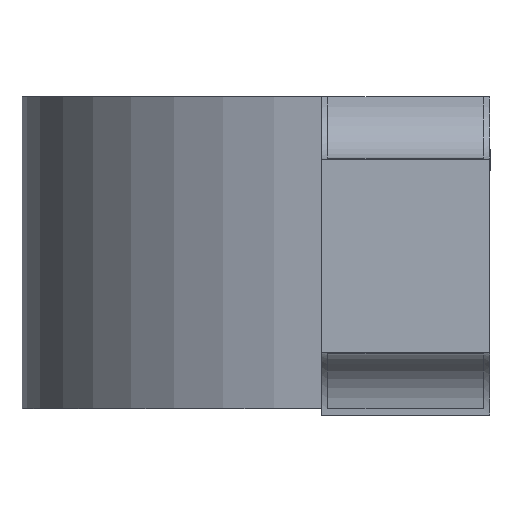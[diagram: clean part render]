
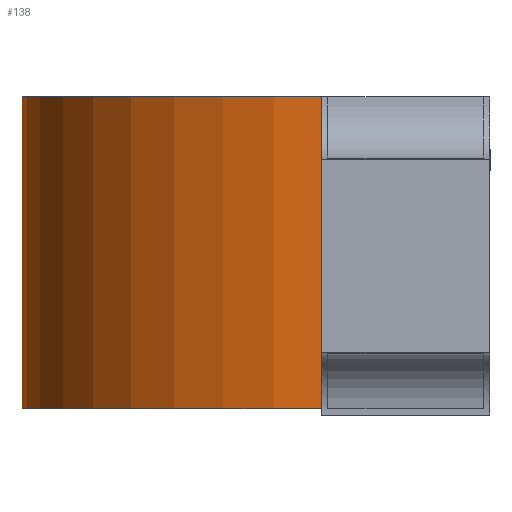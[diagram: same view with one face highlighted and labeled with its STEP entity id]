
A CAD part, left-side view. The second image highlights one B-rep face of the part: STEP entity #138.
In plain terms, the highlighted cylindrical face has radius 1 mm (diameter 2 mm), a partial arc.
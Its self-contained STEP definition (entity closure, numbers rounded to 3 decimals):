
#138 = ADVANCED_FACE ( 'NONE', ( #750 ), #373, .T. ) ;
#180 = DIRECTION ( 'NONE',  ( 0., 0., 1. ) ) ;
#332 = CARTESIAN_POINT ( 'NONE',  ( -1., 0.495, 1.02 ) ) ;
#373 = CYLINDRICAL_SURFACE ( 'NONE', #2713, 1. ) ;
#390 = CIRCLE ( 'NONE', #3086, 1. ) ;
#447 = VERTEX_POINT ( 'NONE', #332 ) ;
#491 = ORIENTED_EDGE ( 'NONE', *, *, #3909, .T. ) ;
#511 = CIRCLE ( 'NONE', #1257, 1. ) ;
#533 = CARTESIAN_POINT ( 'NONE',  ( 0., 0.475, 1.02 ) ) ;
#750 = FACE_OUTER_BOUND ( 'NONE', #3586, .T. ) ;
#791 = CARTESIAN_POINT ( 'NONE',  ( 1., 0.495, 0.02 ) ) ;
#948 = ORIENTED_EDGE ( 'NONE', *, *, #3501, .F. ) ;
#1257 = AXIS2_PLACEMENT_3D ( 'NONE', #533, #180, #4381 ) ;
#1398 = LINE ( 'NONE', #2831, #3697 ) ;
#1655 = CARTESIAN_POINT ( 'NONE',  ( 1., 0.495, 0.02 ) ) ;
#1721 = DIRECTION ( 'NONE',  ( 0., -1., 0. ) ) ;
#1825 = CARTESIAN_POINT ( 'NONE',  ( -1., 0.495, 0.02 ) ) ;
#2165 = DIRECTION ( 'NONE',  ( 0., 0., 1. ) ) ;
#2182 = EDGE_CURVE ( 'NONE', #2712, #447, #1398, .T. ) ;
#2712 = VERTEX_POINT ( 'NONE', #1825 ) ;
#2713 = AXIS2_PLACEMENT_3D ( 'NONE', #3966, #3636, #1721 ) ;
#2748 = ORIENTED_EDGE ( 'NONE', *, *, #4627, .F. ) ;
#2831 = CARTESIAN_POINT ( 'NONE',  ( -1., 0.495, 0.02 ) ) ;
#2832 = DIRECTION ( 'NONE',  ( 0., 0., 1. ) ) ;
#3074 = VERTEX_POINT ( 'NONE', #3748 ) ;
#3086 = AXIS2_PLACEMENT_3D ( 'NONE', #3625, #2165, #3976 ) ;
#3310 = VERTEX_POINT ( 'NONE', #791 ) ;
#3417 = ORIENTED_EDGE ( 'NONE', *, *, #2182, .T. ) ;
#3501 = EDGE_CURVE ( 'NONE', #3074, #447, #511, .T. ) ;
#3586 = EDGE_LOOP ( 'NONE', ( #948, #2748, #491, #3417 ) ) ;
#3625 = CARTESIAN_POINT ( 'NONE',  ( 0., 0.475, 0.02 ) ) ;
#3636 = DIRECTION ( 'NONE',  ( 0., 0., 1. ) ) ;
#3697 = VECTOR ( 'NONE', #4261, 1000. ) ;
#3748 = CARTESIAN_POINT ( 'NONE',  ( 1., 0.495, 1.02 ) ) ;
#3909 = EDGE_CURVE ( 'NONE', #3310, #2712, #390, .T. ) ;
#3910 = VECTOR ( 'NONE', #2832, 1000. ) ;
#3966 = CARTESIAN_POINT ( 'NONE',  ( 0., 0.475, 0.02 ) ) ;
#3976 = DIRECTION ( 'NONE',  ( 0., 1., 0. ) ) ;
#4198 = LINE ( 'NONE', #1655, #3910 ) ;
#4261 = DIRECTION ( 'NONE',  ( 0., 0., 1. ) ) ;
#4381 = DIRECTION ( 'NONE',  ( 0., 1., 0. ) ) ;
#4627 = EDGE_CURVE ( 'NONE', #3310, #3074, #4198, .T. ) ;
